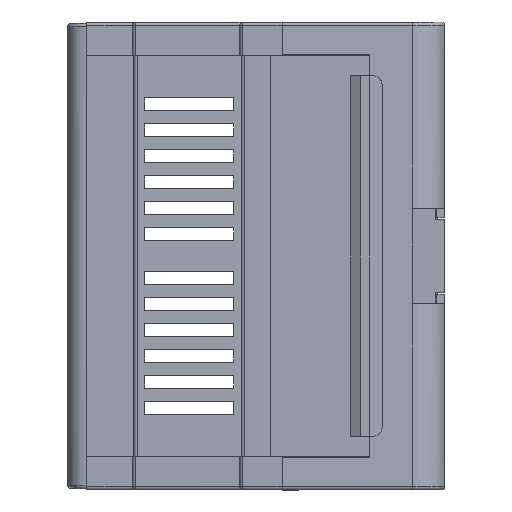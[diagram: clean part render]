
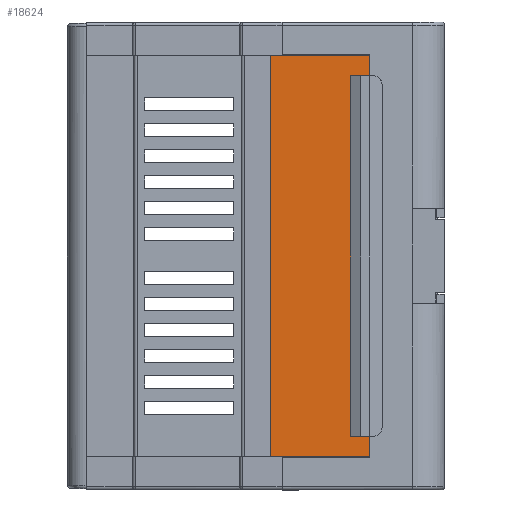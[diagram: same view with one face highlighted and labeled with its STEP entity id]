
A CAD part, left-side view. The second image highlights one B-rep face of the part: STEP entity #18624.
In plain terms, the highlighted planar face has unit normal (-1, 0, 0).
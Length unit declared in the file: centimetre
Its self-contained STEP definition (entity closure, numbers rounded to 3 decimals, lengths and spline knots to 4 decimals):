
#262 = LINE ( 'NONE', #16842, #10269 ) ;
#495 = CARTESIAN_POINT ( 'NONE',  ( -4.4702, 1.5192, -13.6824 ) ) ;
#1103 = EDGE_CURVE ( 'NONE', #17033, #20860, #16287, .T. ) ;
#1113 = CARTESIAN_POINT ( 'NONE',  ( -4.4702, 0., -6.685 ) ) ;
#1188 = DIRECTION ( 'NONE',  ( 0., -1., 0. ) ) ;
#2341 = CARTESIAN_POINT ( 'NONE',  ( -4.4702, 0., -13.6824 ) ) ;
#2629 = DIRECTION ( 'NONE',  ( 0., 0., -1. ) ) ;
#2672 = ORIENTED_EDGE ( 'NONE', *, *, #21910, .F. ) ;
#4360 = ORIENTED_EDGE ( 'NONE', *, *, #18532, .F. ) ;
#5117 = LINE ( 'NONE', #495, #9133 ) ;
#5161 = VERTEX_POINT ( 'NONE', #22668 ) ;
#5327 = DIRECTION ( 'NONE',  ( 0., 1., 0. ) ) ;
#5349 = ORIENTED_EDGE ( 'NONE', *, *, #18383, .T. ) ;
#5639 = ORIENTED_EDGE ( 'NONE', *, *, #12600, .T. ) ;
#5852 = VECTOR ( 'NONE', #12131, 100. ) ;
#6108 = EDGE_CURVE ( 'NONE', #9660, #8795, #18643, .T. ) ;
#6117 = EDGE_LOOP ( 'NONE', ( #21717, #14111, #5639, #21443, #5349, #14026, #25087, #4360, #21050, #2672 ) ) ;
#6934 = CARTESIAN_POINT ( 'NONE',  ( -4.4702, 0., -0.515 ) ) ;
#7467 = DIRECTION ( 'NONE',  ( 0., 0., -1. ) ) ;
#7629 = LINE ( 'NONE', #6934, #20369 ) ;
#8795 = VERTEX_POINT ( 'NONE', #12260 ) ;
#9133 = VECTOR ( 'NONE', #15432, 100. ) ;
#9559 = VECTOR ( 'NONE', #19086, 100. ) ;
#9660 = VERTEX_POINT ( 'NONE', #20157 ) ;
#9985 = VECTOR ( 'NONE', #1188, 100. ) ;
#10269 = VECTOR ( 'NONE', #12615, 100. ) ;
#10615 = VECTOR ( 'NONE', #13269, 100. ) ;
#11072 = CARTESIAN_POINT ( 'NONE',  ( -4.4702, 0., -0.515 ) ) ;
#12131 = DIRECTION ( 'NONE',  ( 0., 1., 0. ) ) ;
#12260 = CARTESIAN_POINT ( 'NONE',  ( -4.4702, 1.5192, -6.685 ) ) ;
#12386 = VERTEX_POINT ( 'NONE', #11072 ) ;
#12600 = EDGE_CURVE ( 'NONE', #20860, #12386, #19292, .T. ) ;
#12615 = DIRECTION ( 'NONE',  ( 0., 1., 0. ) ) ;
#12925 = VECTOR ( 'NONE', #5327, 100. ) ;
#13165 = EDGE_CURVE ( 'NONE', #12386, #5161, #23254, .T. ) ;
#13244 = DIRECTION ( 'NONE',  ( 1., 0., 0. ) ) ;
#13269 = DIRECTION ( 'NONE',  ( 0., 0., -1. ) ) ;
#13699 = CARTESIAN_POINT ( 'NONE',  ( -4.4702, 0., -0.825 ) ) ;
#14026 = ORIENTED_EDGE ( 'NONE', *, *, #16650, .F. ) ;
#14111 = ORIENTED_EDGE ( 'NONE', *, *, #1103, .T. ) ;
#14227 = AXIS2_PLACEMENT_3D ( 'NONE', #17477, #13244, #2629 ) ;
#14961 = LINE ( 'NONE', #21819, #10615 ) ;
#15413 = PLANE ( 'NONE',  #14227 ) ;
#15432 = DIRECTION ( 'NONE',  ( 0., 0., 1. ) ) ;
#15869 = DIRECTION ( 'NONE',  ( 0., -1., 0. ) ) ;
#16287 = LINE ( 'NONE', #13699, #23301 ) ;
#16643 = VECTOR ( 'NONE', #7467, 100. ) ;
#16650 = EDGE_CURVE ( 'NONE', #8795, #21475, #5117, .T. ) ;
#16842 = CARTESIAN_POINT ( 'NONE',  ( -4.4702, 0., -6.685 ) ) ;
#17033 = VERTEX_POINT ( 'NONE', #17910 ) ;
#17477 = CARTESIAN_POINT ( 'NONE',  ( -4.4702, 0., -13.6824 ) ) ;
#17626 = FACE_OUTER_BOUND ( 'NONE', #6117, .T. ) ;
#17722 = VERTEX_POINT ( 'NONE', #19943 ) ;
#17910 = CARTESIAN_POINT ( 'NONE',  ( -4.4702, 0.2822, -0.825 ) ) ;
#18214 = CARTESIAN_POINT ( 'NONE',  ( -4.4702, 0., 6.4824 ) ) ;
#18348 = EDGE_CURVE ( 'NONE', #17033, #20242, #14961, .T. ) ;
#18383 = EDGE_CURVE ( 'NONE', #5161, #21475, #7629, .T. ) ;
#18532 = EDGE_CURVE ( 'NONE', #17722, #9660, #262, .T. ) ;
#18624 = ADVANCED_FACE ( 'NONE', ( #17626 ), #15413, .F. ) ;
#18643 = LINE ( 'NONE', #1113, #12925 ) ;
#18972 = CARTESIAN_POINT ( 'NONE',  ( -4.4702, 0.2822, -6.375 ) ) ;
#19086 = DIRECTION ( 'NONE',  ( 0., 0., 1. ) ) ;
#19292 = LINE ( 'NONE', #2341, #9559 ) ;
#19943 = CARTESIAN_POINT ( 'NONE',  ( -4.4702, 0., -6.685 ) ) ;
#20157 = CARTESIAN_POINT ( 'NONE',  ( -4.4702, 1.3392, -6.685 ) ) ;
#20242 = VERTEX_POINT ( 'NONE', #18972 ) ;
#20369 = VECTOR ( 'NONE', #26109, 100. ) ;
#20837 = CARTESIAN_POINT ( 'NONE',  ( -4.4702, 0., -0.515 ) ) ;
#20860 = VERTEX_POINT ( 'NONE', #22748 ) ;
#21050 = ORIENTED_EDGE ( 'NONE', *, *, #25907, .F. ) ;
#21413 = CARTESIAN_POINT ( 'NONE',  ( -4.4702, 1.5192, -0.515 ) ) ;
#21443 = ORIENTED_EDGE ( 'NONE', *, *, #13165, .T. ) ;
#21475 = VERTEX_POINT ( 'NONE', #21413 ) ;
#21717 = ORIENTED_EDGE ( 'NONE', *, *, #18348, .F. ) ;
#21819 = CARTESIAN_POINT ( 'NONE',  ( -4.4702, 0.2822, -0.0236 ) ) ;
#21910 = EDGE_CURVE ( 'NONE', #20242, #24785, #27407, .T. ) ;
#22007 = CARTESIAN_POINT ( 'NONE',  ( -4.4702, 0., -6.375 ) ) ;
#22509 = CARTESIAN_POINT ( 'NONE',  ( -4.4702, 0., -6.375 ) ) ;
#22668 = CARTESIAN_POINT ( 'NONE',  ( -4.4702, 1.3392, -0.515 ) ) ;
#22748 = CARTESIAN_POINT ( 'NONE',  ( -4.4702, 0., -0.825 ) ) ;
#23254 = LINE ( 'NONE', #20837, #5852 ) ;
#23301 = VECTOR ( 'NONE', #15869, 100. ) ;
#24785 = VERTEX_POINT ( 'NONE', #22007 ) ;
#25087 = ORIENTED_EDGE ( 'NONE', *, *, #6108, .F. ) ;
#25907 = EDGE_CURVE ( 'NONE', #24785, #17722, #26044, .T. ) ;
#26044 = LINE ( 'NONE', #18214, #16643 ) ;
#26109 = DIRECTION ( 'NONE',  ( 0., 1., 0. ) ) ;
#27407 = LINE ( 'NONE', #22509, #9985 ) ;
